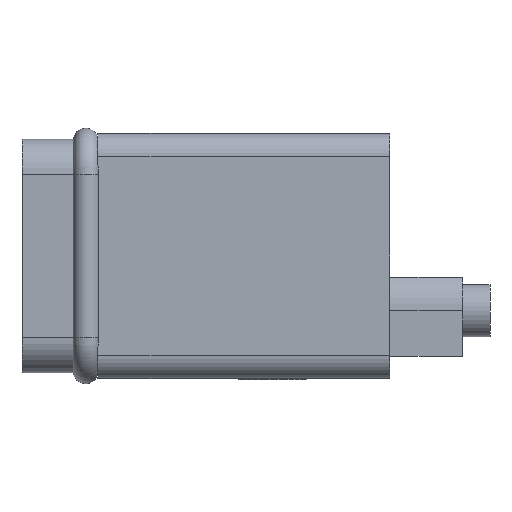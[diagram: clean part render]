
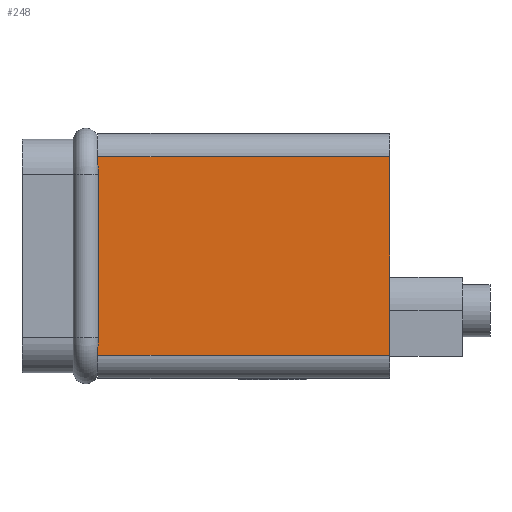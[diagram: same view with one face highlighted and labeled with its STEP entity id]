
A CAD part, left-side view. The second image highlights one B-rep face of the part: STEP entity #248.
In plain terms, the highlighted planar face has unit normal (-1, 0, 0).
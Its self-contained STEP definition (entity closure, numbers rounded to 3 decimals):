
#3 = EDGE_CURVE ( 'NONE', #2502, #28, #2383, .T. ) ;
#4 = EDGE_CURVE ( 'NONE', #28, #2758, #2381, .T. ) ;
#5 = EDGE_CURVE ( 'NONE', #2758, #24, #2380, .T. ) ;
#6 = EDGE_CURVE ( 'NONE', #2759, #2736, #1001, .T. ) ;
#7 = EDGE_CURVE ( 'NONE', #29, #2759, #2379, .T. ) ;
#24 = VERTEX_POINT ( 'NONE', #2968 ) ;
#28 = VERTEX_POINT ( 'NONE', #2964 ) ;
#29 = VERTEX_POINT ( 'NONE', #2963 ) ;
#248 = ADVANCED_FACE ( 'NONE', ( #2295 ), #2913, .F. ) ;
#365 = EDGE_CURVE ( 'NONE', #2502, #2761, #1052, .T. ) ;
#378 = EDGE_CURVE ( 'NONE', #2736, #24, #1049, .T. ) ;
#436 = EDGE_CURVE ( 'NONE', #2761, #29, #1003, .T. ) ;
#1001 = B_SPLINE_CURVE_WITH_KNOTS ( 'NONE', 3,
 ( #3022, #3021, #3020, #3019, #3018, #3017 ),
 .UNSPECIFIED., .F., .F.,
 ( 4, 2, 4 ),
 ( 0.011, 0.011, 0.012 ),
 .UNSPECIFIED. ) ;
#1003 = B_SPLINE_CURVE_WITH_KNOTS ( 'NONE', 3,
 ( #3417, #3416, #3414, #3413, #3412, #3411 ),
 .UNSPECIFIED., .F., .F.,
 ( 4, 2, 4 ),
 ( 0.011, 0.012, 0.012 ),
 .UNSPECIFIED. ) ;
#1049 = LINE ( 'NONE', #3544, #1876 ) ;
#1052 = LINE ( 'NONE', #3559, #2110 ) ;
#1394 = CARTESIAN_POINT ( 'NONE',  ( -10.5, 25., -7.907 ) ) ;
#1396 = CARTESIAN_POINT ( 'NONE',  ( -10.5, 24.959, 7. ) ) ;
#1397 = CARTESIAN_POINT ( 'NONE',  ( -10.5, 0., 8.5 ) ) ;
#1422 = CARTESIAN_POINT ( 'NONE',  ( -10.5, 25., 7.907 ) ) ;
#1477 = CARTESIAN_POINT ( 'NONE',  ( -10.5, 25., -8.5 ) ) ;
#1876 = VECTOR ( 'NONE', #3543, 1000. ) ;
#2001 = AXIS2_PLACEMENT_3D ( 'NONE', #2912, #2911, #2910 ) ;
#2110 = VECTOR ( 'NONE', #3558, 1000. ) ;
#2130 = VECTOR ( 'NONE', #3015, 1000. ) ;
#2169 = VECTOR ( 'NONE', #3025, 1000. ) ;
#2182 = VECTOR ( 'NONE', #3023, 1000. ) ;
#2207 = VECTOR ( 'NONE', #3027, 1000. ) ;
#2295 = FACE_OUTER_BOUND ( 'NONE', #2531, .T. ) ;
#2379 = LINE ( 'NONE', #3016, #2130 ) ;
#2380 = LINE ( 'NONE', #3024, #2182 ) ;
#2381 = LINE ( 'NONE', #3026, #2169 ) ;
#2383 = LINE ( 'NONE', #3028, #2207 ) ;
#2502 = VERTEX_POINT ( 'NONE', #1477 ) ;
#2531 = EDGE_LOOP ( 'NONE', ( #2579, #2581, #2580, #2583, #2582, #2584, #2585, #2587 ) ) ;
#2579 = ORIENTED_EDGE ( 'NONE', *, *, #436, .F. ) ;
#2580 = ORIENTED_EDGE ( 'NONE', *, *, #3, .T. ) ;
#2581 = ORIENTED_EDGE ( 'NONE', *, *, #365, .F. ) ;
#2582 = ORIENTED_EDGE ( 'NONE', *, *, #5, .T. ) ;
#2583 = ORIENTED_EDGE ( 'NONE', *, *, #4, .T. ) ;
#2584 = ORIENTED_EDGE ( 'NONE', *, *, #378, .F. ) ;
#2585 = ORIENTED_EDGE ( 'NONE', *, *, #6, .F. ) ;
#2587 = ORIENTED_EDGE ( 'NONE', *, *, #7, .F. ) ;
#2736 = VERTEX_POINT ( 'NONE', #1422 ) ;
#2758 = VERTEX_POINT ( 'NONE', #1397 ) ;
#2759 = VERTEX_POINT ( 'NONE', #1396 ) ;
#2761 = VERTEX_POINT ( 'NONE', #1394 ) ;
#2910 = DIRECTION ( 'NONE',  ( 0., 0., -1. ) ) ;
#2911 = DIRECTION ( 'NONE',  ( 1., 0., 0. ) ) ;
#2912 = CARTESIAN_POINT ( 'NONE',  ( -10.5, 25., -10.5 ) ) ;
#2913 = PLANE ( 'NONE',  #2001 ) ;
#2963 = CARTESIAN_POINT ( 'NONE',  ( -10.5, 24.959, -7. ) ) ;
#2964 = CARTESIAN_POINT ( 'NONE',  ( -10.5, 0., -8.5 ) ) ;
#2968 = CARTESIAN_POINT ( 'NONE',  ( -10.5, 25., 8.5 ) ) ;
#3015 = DIRECTION ( 'NONE',  ( 0., 0., 1. ) ) ;
#3016 = CARTESIAN_POINT ( 'NONE',  ( -10.5, 24.959, 7. ) ) ;
#3017 = CARTESIAN_POINT ( 'NONE',  ( -10.5, 25., 7.907 ) ) ;
#3018 = CARTESIAN_POINT ( 'NONE',  ( -10.5, 24.984, 7.756 ) ) ;
#3019 = CARTESIAN_POINT ( 'NONE',  ( -10.5, 24.974, 7.604 ) ) ;
#3020 = CARTESIAN_POINT ( 'NONE',  ( -10.5, 24.961, 7.302 ) ) ;
#3021 = CARTESIAN_POINT ( 'NONE',  ( -10.5, 24.959, 7.151 ) ) ;
#3022 = CARTESIAN_POINT ( 'NONE',  ( -10.5, 24.959, 7. ) ) ;
#3023 = DIRECTION ( 'NONE',  ( 0., 1., 0. ) ) ;
#3024 = CARTESIAN_POINT ( 'NONE',  ( -10.5, 25., 8.5 ) ) ;
#3025 = DIRECTION ( 'NONE',  ( 0., 0., 1. ) ) ;
#3026 = CARTESIAN_POINT ( 'NONE',  ( -10.5, 0., -10.5 ) ) ;
#3027 = DIRECTION ( 'NONE',  ( 0., -1., 0. ) ) ;
#3028 = CARTESIAN_POINT ( 'NONE',  ( -10.5, 25., -8.5 ) ) ;
#3411 = CARTESIAN_POINT ( 'NONE',  ( -10.5, 24.959, -7. ) ) ;
#3412 = CARTESIAN_POINT ( 'NONE',  ( -10.5, 24.959, -7.151 ) ) ;
#3413 = CARTESIAN_POINT ( 'NONE',  ( -10.5, 24.961, -7.301 ) ) ;
#3414 = CARTESIAN_POINT ( 'NONE',  ( -10.5, 24.974, -7.603 ) ) ;
#3416 = CARTESIAN_POINT ( 'NONE',  ( -10.5, 24.983, -7.755 ) ) ;
#3417 = CARTESIAN_POINT ( 'NONE',  ( -10.5, 25., -7.907 ) ) ;
#3543 = DIRECTION ( 'NONE',  ( 0., 0., 1. ) ) ;
#3544 = CARTESIAN_POINT ( 'NONE',  ( -10.5, 25., -10.5 ) ) ;
#3558 = DIRECTION ( 'NONE',  ( 0., 0., 1. ) ) ;
#3559 = CARTESIAN_POINT ( 'NONE',  ( -10.5, 25., -10.5 ) ) ;
